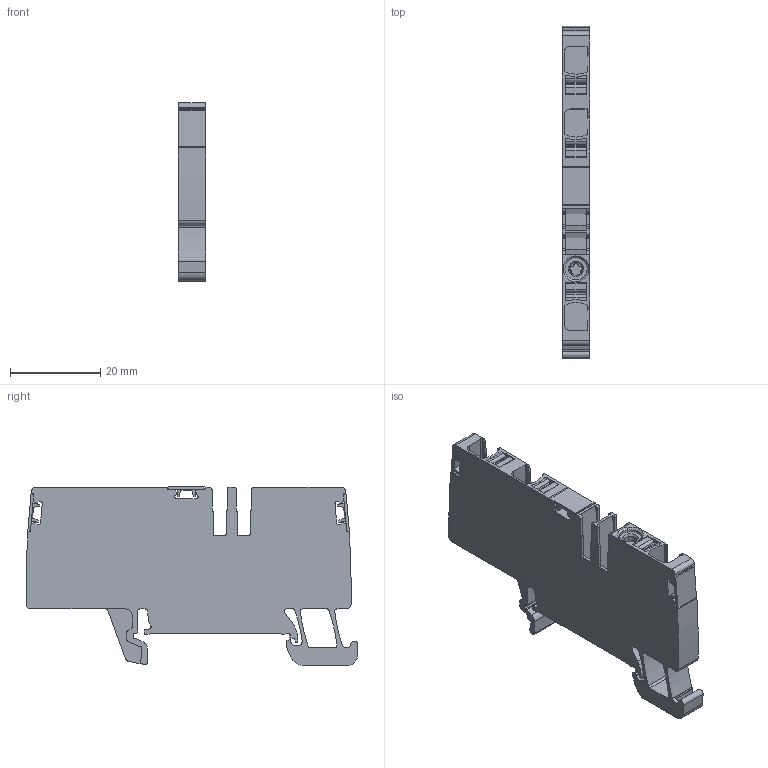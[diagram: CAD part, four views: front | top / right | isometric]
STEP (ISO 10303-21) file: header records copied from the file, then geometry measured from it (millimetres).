
FILE_DESCRIPTION(('CATIA V5 STEP Exchange','CAx-IF Rec.Pracs.--- Model Styling and Organization---1.4--- 2014-01-23'),'2;1');
FILE_NAME ('1135599-1_2', '2023-02-24T08:53:13+00:00', ('none'), ('Weidmueller'), 'CATIA Version 5-6 Release 2016 SP3 HF44', 'CATIA V5 STEP AP214', 'none');
FILE_SCHEMA(('AUTOMOTIVE_DESIGN { 1 0 10303 214 1 1 1 1 }'));
Length unit declared in the file: millimetre
Products named in the file (1): 2674820000_A3C_4_DL_BL
Bounding box: 6.1 x 73.39 x 39.45 mm (x, y, z)
Volume: 11608.7 mm3; surface area: 8044 mm2
Topology: 7 solids, 7 shells, 545 faces, 1579 edges, 1058 vertices
Faces by surface type: plane 294, cylinder 210, extrusion 37, cone 4
Entity records: 18992 total; most frequent: CARTESIAN_POINT 4579, ORIENTED_EDGE 3158, DIRECTION 2343, EDGE_CURVE 1579, VECTOR 1108, LINE 1071, VERTEX_POINT 1058, AXIS2_PLACEMENT_3D 801
